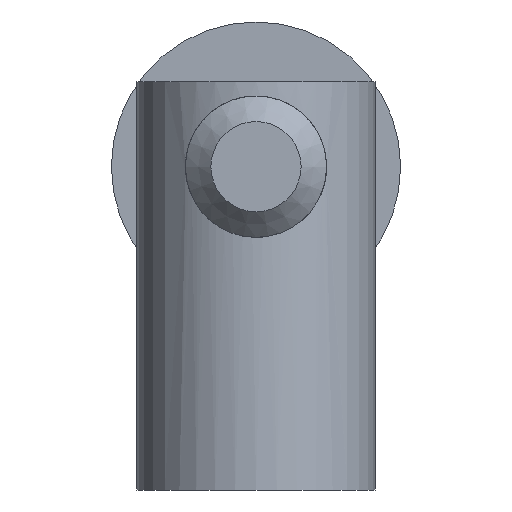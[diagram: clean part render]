
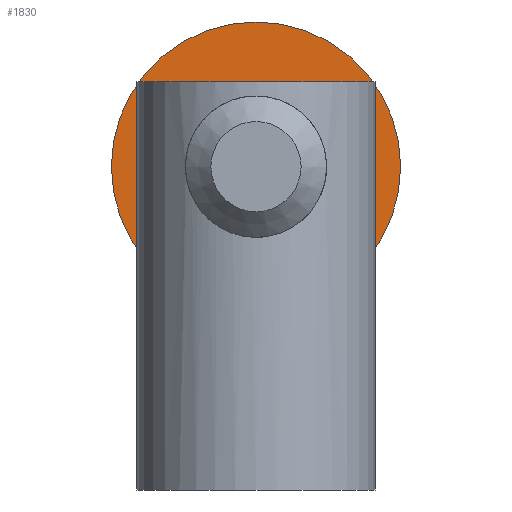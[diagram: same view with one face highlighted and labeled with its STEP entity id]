
A CAD part, left-side view. The second image highlights one B-rep face of the part: STEP entity #1830.
In plain terms, the highlighted planar face has unit normal (-1, 0, 0).
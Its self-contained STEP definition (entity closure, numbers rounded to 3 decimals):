
#947=VECTOR('',#1634,1.);
#948=VECTOR('',#1635,1.);
#949=VECTOR('',#1636,1.);
#950=VECTOR('',#1637,1.);
#995=LINE('',#3690,#947);
#996=LINE('',#3692,#948);
#997=LINE('',#3694,#949);
#998=LINE('',#3695,#950);
#1137=ORIENTED_EDGE('',*,*,#1335,.T.);
#1138=ORIENTED_EDGE('',*,*,#1336,.F.);
#1139=ORIENTED_EDGE('',*,*,#1337,.F.);
#1140=ORIENTED_EDGE('',*,*,#1338,.F.);
#1141=ORIENTED_EDGE('',*,*,#1339,.F.);
#1197=CIRCLE('',#1746,8.5);
#1254=VERTEX_POINT('',#3686);
#1255=VERTEX_POINT('',#3688);
#1256=VERTEX_POINT('',#3689);
#1257=VERTEX_POINT('',#3691);
#1258=VERTEX_POINT('',#3693);
#1335=EDGE_CURVE('',#1254,#1254,#1197,.T.);
#1336=EDGE_CURVE('',#1255,#1256,#995,.T.);
#1337=EDGE_CURVE('',#1257,#1255,#996,.T.);
#1338=EDGE_CURVE('',#1258,#1257,#997,.T.);
#1339=EDGE_CURVE('',#1256,#1258,#998,.T.);
#1400=EDGE_LOOP('',(#1137));
#1401=EDGE_LOOP('',(#1138,#1139,#1140,#1141));
#1466=FACE_BOUND('',#1400,.T.);
#1467=FACE_BOUND('',#1401,.T.);
#1630=DIRECTION('',(-1.,0.,0.));
#1631=DIRECTION('',(0.,1.,0.));
#1632=DIRECTION('',(-1.,0.,0.));
#1633=DIRECTION('',(0.,8.5,0.));
#1634=DIRECTION('',(0.,0.,-10.));
#1635=DIRECTION('',(0.,2.9,0.));
#1636=DIRECTION('',(0.,0.,10.));
#1637=DIRECTION('',(0.,-2.9,0.));
#1745=AXIS2_PLACEMENT_3D('',#3685,#1630,#1631);
#1746=AXIS2_PLACEMENT_3D('',#3687,#1632,#1633);
#1791=PLANE('',#1745);
#1830=ADVANCED_FACE('',(#1466,#1467),#1791,.T.);
#3685=CARTESIAN_POINT('',(33.7,8.5,0.));
#3686=CARTESIAN_POINT('',(33.7,8.5,0.));
#3687=CARTESIAN_POINT('',(33.7,0.,0.));
#3688=CARTESIAN_POINT('',(33.7,1.45,5.));
#3689=CARTESIAN_POINT('',(33.7,1.45,-5.));
#3690=CARTESIAN_POINT('',(33.7,1.45,5.));
#3691=CARTESIAN_POINT('',(33.7,-1.45,5.));
#3692=CARTESIAN_POINT('',(33.7,-1.45,5.));
#3693=CARTESIAN_POINT('',(33.7,-1.45,-5.));
#3694=CARTESIAN_POINT('',(33.7,-1.45,-5.));
#3695=CARTESIAN_POINT('',(33.7,1.45,-5.));
